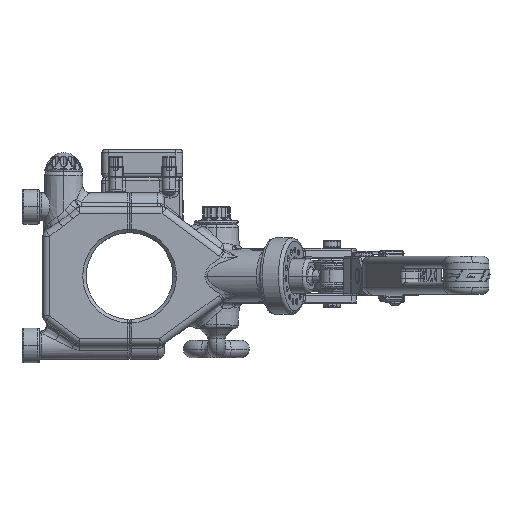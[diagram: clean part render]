
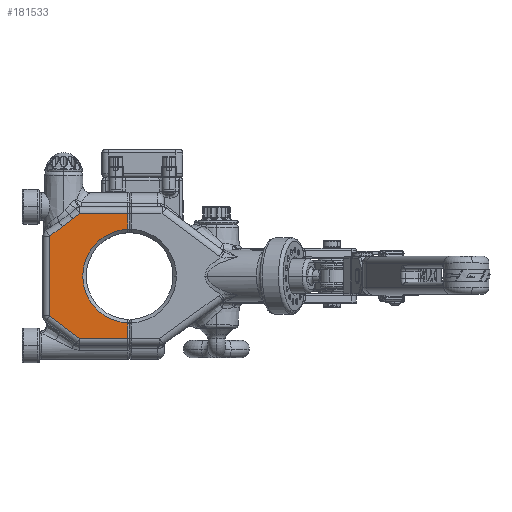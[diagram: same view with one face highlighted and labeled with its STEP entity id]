
A CAD part, top view. The second image highlights one B-rep face of the part: STEP entity #181533.
In plain terms, the highlighted face is planar.
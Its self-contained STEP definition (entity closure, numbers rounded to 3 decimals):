
#1496 = ORIENTED_EDGE ( 'NONE', *, *, #142377, .T. ) ;
#4781 = FACE_OUTER_BOUND ( 'NONE', #111838, .T. ) ;
#5562 = VERTEX_POINT ( 'NONE', #83342 ) ;
#12540 = EDGE_CURVE ( 'NONE', #83220, #38580, #78260, .T. ) ;
#15796 = DIRECTION ( 'NONE',  ( -0.8, -0.6, 0. ) ) ;
#17292 = CARTESIAN_POINT ( 'NONE',  ( 1.364, 16.477, -7.5 ) ) ;
#20024 = ORIENTED_EDGE ( 'NONE', *, *, #103010, .T. ) ;
#22590 = VERTEX_POINT ( 'NONE', #90092 ) ;
#25447 = DIRECTION ( 'NONE',  ( 0., -1., 0. ) ) ;
#25554 = VECTOR ( 'NONE', #148489, 1000. ) ;
#26038 = EDGE_CURVE ( 'NONE', #101811, #83220, #193619, .T. ) ;
#30016 = EDGE_CURVE ( 'NONE', #133495, #210416, #63247, .T. ) ;
#38580 = VERTEX_POINT ( 'NONE', #216833 ) ;
#45569 = ORIENTED_EDGE ( 'NONE', *, *, #166269, .T. ) ;
#53468 = CARTESIAN_POINT ( 'NONE',  ( -15., 18., -7.5 ) ) ;
#54202 = VECTOR ( 'NONE', #94736, 1000. ) ;
#55551 = VECTOR ( 'NONE', #195064, 1000. ) ;
#61256 = ORIENTED_EDGE ( 'NONE', *, *, #30016, .T. ) ;
#63247 = LINE ( 'NONE', #167290, #147184 ) ;
#64185 = CARTESIAN_POINT ( 'NONE',  ( -14.5, 0., -7.5 ) ) ;
#65038 = VECTOR ( 'NONE', #15796, 1000. ) ;
#65447 = VERTEX_POINT ( 'NONE', #17292 ) ;
#67668 = B_SPLINE_CURVE_WITH_KNOTS ( 'NONE', 3,
 ( #168606, #134894, #185531, #85017, #202368, #101860 ),
 .UNSPECIFIED., .F., .F.,
 ( 4, 2, 4 ),
 ( 0., 0.002, 0.004 ),
 .UNSPECIFIED. ) ;
#68746 = CARTESIAN_POINT ( 'NONE',  ( -15., -18., -7.5 ) ) ;
#69990 = AXIS2_PLACEMENT_3D ( 'NONE', #85505, #202884, #102352 ) ;
#70133 = LINE ( 'NONE', #64185, #25554 ) ;
#70499 = CARTESIAN_POINT ( 'NONE',  ( -0.667, -18., -7.5 ) ) ;
#73004 = VECTOR ( 'NONE', #169186, 1000. ) ;
#78260 = LINE ( 'NONE', #68746, #73004 ) ;
#79888 = LINE ( 'NONE', #53468, #163818 ) ;
#83220 = VERTEX_POINT ( 'NONE', #70499 ) ;
#83342 = CARTESIAN_POINT ( 'NONE',  ( 8., 11.5, -7.5 ) ) ;
#84480 = EDGE_CURVE ( 'NONE', #22590, #133495, #199957, .T. ) ;
#84559 = CARTESIAN_POINT ( 'NONE',  ( -15., 0., -7.5 ) ) ;
#85017 = CARTESIAN_POINT ( 'NONE',  ( 3.385, 14.975, -7.5 ) ) ;
#85505 = CARTESIAN_POINT ( 'NONE',  ( -15., 0., -7.5 ) ) ;
#87118 = DIRECTION ( 'NONE',  ( 1., 0., 0. ) ) ;
#90092 = CARTESIAN_POINT ( 'NONE',  ( -14.5, -13.491, -7.5 ) ) ;
#94736 = DIRECTION ( 'NONE',  ( 0.8, -0.6, 0. ) ) ;
#98733 = LINE ( 'NONE', #195229, #54202 ) ;
#100066 = LINE ( 'NONE', #127582, #55551 ) ;
#100669 = PLANE ( 'NONE',  #146162 ) ;
#101371 = DIRECTION ( 'NONE',  ( 1., 0., 0. ) ) ;
#101811 = VERTEX_POINT ( 'NONE', #168275 ) ;
#101860 = CARTESIAN_POINT ( 'NONE',  ( 4.386, 14.211, -7.5 ) ) ;
#102352 = DIRECTION ( 'NONE',  ( 1., 0., 0. ) ) ;
#103010 = EDGE_CURVE ( 'NONE', #5562, #101811, #155356, .T. ) ;
#106495 = ORIENTED_EDGE ( 'NONE', *, *, #26038, .T. ) ;
#108982 = VERTEX_POINT ( 'NONE', #169809 ) ;
#111838 = EDGE_LOOP ( 'NONE', ( #172526, #213035, #177740, #61256, #214455, #45569, #153422, #1496, #20024, #106495 ) ) ;
#116041 = VECTOR ( 'NONE', #25447, 1000. ) ;
#116245 = CARTESIAN_POINT ( 'NONE',  ( -1.2, -18.4, -7.5 ) ) ;
#127582 = CARTESIAN_POINT ( 'NONE',  ( -1.2, 18.4, -7.5 ) ) ;
#133495 = VERTEX_POINT ( 'NONE', #176386 ) ;
#134894 = CARTESIAN_POINT ( 'NONE',  ( 1.867, 16.099, -7.5 ) ) ;
#141995 = EDGE_CURVE ( 'NONE', #38580, #22590, #70133, .T. ) ;
#142377 = EDGE_CURVE ( 'NONE', #108982, #5562, #98733, .T. ) ;
#145471 = EDGE_CURVE ( 'NONE', #65447, #108982, #67668, .T. ) ;
#146162 = AXIS2_PLACEMENT_3D ( 'NONE', #84559, #201899, #101371 ) ;
#147184 = VECTOR ( 'NONE', #150443, 1000. ) ;
#148489 = DIRECTION ( 'NONE',  ( 0., 1., 0. ) ) ;
#150443 = DIRECTION ( 'NONE',  ( 0., 1., 0. ) ) ;
#153422 = ORIENTED_EDGE ( 'NONE', *, *, #145471, .T. ) ;
#154298 = VERTEX_POINT ( 'NONE', #179488 ) ;
#155356 = LINE ( 'NONE', #174999, #116041 ) ;
#156344 = EDGE_CURVE ( 'NONE', #210416, #154298, #79888, .T. ) ;
#163818 = VECTOR ( 'NONE', #87118, 1000. ) ;
#166269 = EDGE_CURVE ( 'NONE', #154298, #65447, #100066, .T. ) ;
#167290 = CARTESIAN_POINT ( 'NONE',  ( -14.5, 0., -7.5 ) ) ;
#168275 = CARTESIAN_POINT ( 'NONE',  ( 8., -11.5, -7.5 ) ) ;
#168606 = CARTESIAN_POINT ( 'NONE',  ( 1.364, 16.477, -7.5 ) ) ;
#169186 = DIRECTION ( 'NONE',  ( -1., 0., 0. ) ) ;
#169809 = CARTESIAN_POINT ( 'NONE',  ( 4.386, 14.211, -7.5 ) ) ;
#172526 = ORIENTED_EDGE ( 'NONE', *, *, #12540, .T. ) ;
#174999 = CARTESIAN_POINT ( 'NONE',  ( 8., 0., -7.5 ) ) ;
#176386 = CARTESIAN_POINT ( 'NONE',  ( -14.5, 13.491, -7.5 ) ) ;
#177740 = ORIENTED_EDGE ( 'NONE', *, *, #84480, .T. ) ;
#179488 = CARTESIAN_POINT ( 'NONE',  ( -0.667, 18., -7.5 ) ) ;
#181533 = ADVANCED_FACE ( 'NONE', ( #4781 ), #100669, .F. ) ;
#185531 = CARTESIAN_POINT ( 'NONE',  ( 2.377, 15.73, -7.5 ) ) ;
#192551 = CARTESIAN_POINT ( 'NONE',  ( -14.5, 18., -7.5 ) ) ;
#193619 = LINE ( 'NONE', #116245, #65038 ) ;
#195064 = DIRECTION ( 'NONE',  ( 0.8, -0.6, 0. ) ) ;
#195229 = CARTESIAN_POINT ( 'NONE',  ( -1.2, 18.4, -7.5 ) ) ;
#199957 = CIRCLE ( 'NONE', #69990, 13.5 ) ;
#201899 = DIRECTION ( 'NONE',  ( 0., 0., 1. ) ) ;
#202368 = CARTESIAN_POINT ( 'NONE',  ( 3.882, 14.589, -7.5 ) ) ;
#202884 = DIRECTION ( 'NONE',  ( 0., 0., 1. ) ) ;
#210416 = VERTEX_POINT ( 'NONE', #192551 ) ;
#213035 = ORIENTED_EDGE ( 'NONE', *, *, #141995, .T. ) ;
#214455 = ORIENTED_EDGE ( 'NONE', *, *, #156344, .T. ) ;
#216833 = CARTESIAN_POINT ( 'NONE',  ( -14.5, -18., -7.5 ) ) ;
